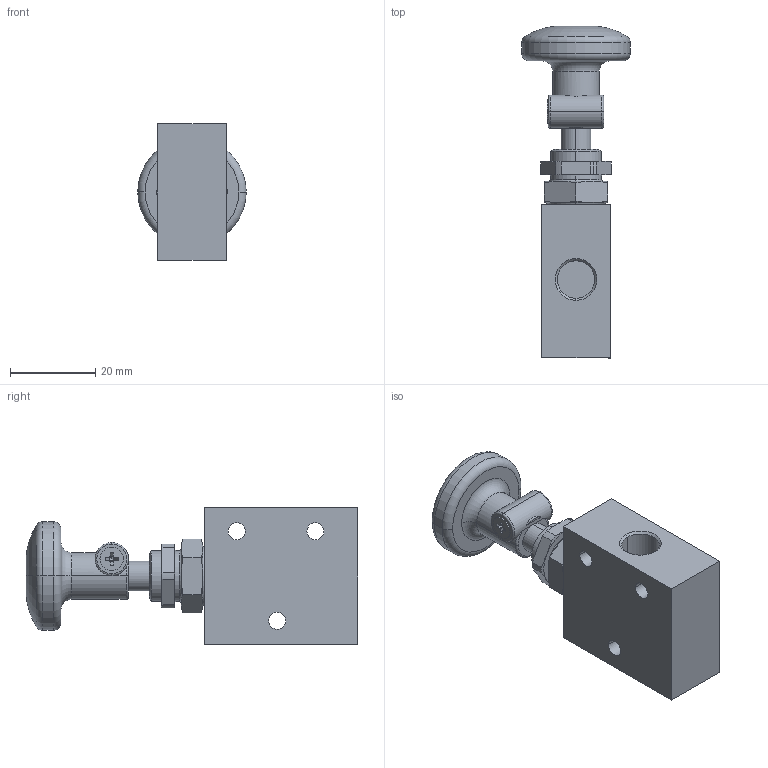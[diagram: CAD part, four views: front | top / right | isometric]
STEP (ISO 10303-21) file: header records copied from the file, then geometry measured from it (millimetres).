
FILE_DESCRIPTION (( 'STEP AP214' ), '1' );
FILE_NAME ('05_213_4.STEP', '2016-05-10T15:37:49', ( '' ), ( '' ), 'SwSTEP 2.0', 'SolidWorks 2016', '' );
FILE_SCHEMA (( 'AUTOMOTIVE_DESIGN' ));
Length unit declared in the file: millimetre
Products named in the file (1): 05_213_4
Bounding box: 25.5 x 78 x 32 mm (x, y, z)
Volume: 25102.8 mm3; surface area: 9081 mm2
Topology: 2 solids, 2 shells, 162 faces, 362 edges, 215 vertices
Faces by surface type: plane 54, cone 51, cylinder 37, torus 20
Entity records: 5822 total; most frequent: CARTESIAN_POINT 1075, DIRECTION 793, ORIENTED_EDGE 720, EDGE_CURVE 360, AXIS2_PLACEMENT_3D 337, VERTEX_POINT 215, EDGE_LOOP 181, CIRCLE 174
